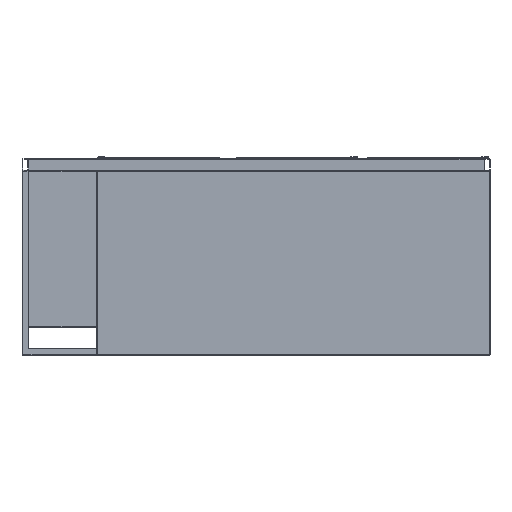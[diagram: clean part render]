
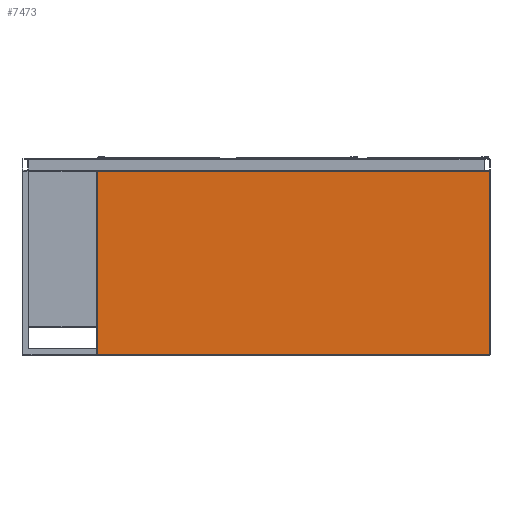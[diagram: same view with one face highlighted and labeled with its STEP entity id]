
A CAD part, front view. The second image highlights one B-rep face of the part: STEP entity #7473.
In plain terms, the highlighted planar face has unit normal (0, -1, 0).
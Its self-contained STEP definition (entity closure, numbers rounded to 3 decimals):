
#2795 = VECTOR ( 'NONE', #18006, 1000. ) ;
#2819 = VECTOR ( 'NONE', #33291, 1000. ) ;
#3335 = EDGE_CURVE ( 'NONE', #7476, #35044, #6607, .T. ) ;
#3878 = EDGE_LOOP ( 'NONE', ( #23735, #20891, #15008, #18207 ) ) ;
#3901 = CARTESIAN_POINT ( 'NONE',  ( 658., -325., -658. ) ) ;
#5279 = LINE ( 'NONE', #21892, #2819 ) ;
#5813 = PLANE ( 'NONE',  #26384 ) ;
#5949 = CARTESIAN_POINT ( 'NONE',  ( -658., -325., -660. ) ) ;
#6607 = LINE ( 'NONE', #21359, #2795 ) ;
#7073 = CARTESIAN_POINT ( 'NONE',  ( 658., -325., -42. ) ) ;
#7473 = ADVANCED_FACE ( 'Fl�che8', ( #11601 ), #5813, .T. ) ;
#7476 = VERTEX_POINT ( 'NONE', #20185 ) ;
#7603 = DIRECTION ( 'NONE',  ( 0., 0., 1. ) ) ;
#11601 = FACE_OUTER_BOUND ( 'NONE', #3878, .T. ) ;
#13928 = EDGE_CURVE ( 'NONE', #35044, #25183, #36357, .T. ) ;
#15008 = ORIENTED_EDGE ( 'NONE', *, *, #3335, .T. ) ;
#15408 = EDGE_CURVE ( 'NONE', #24410, #7476, #17517, .T. ) ;
#17517 = LINE ( 'NONE', #5949, #18380 ) ;
#18006 = DIRECTION ( 'NONE',  ( 1., 0., 0. ) ) ;
#18207 = ORIENTED_EDGE ( 'NONE', *, *, #13928, .T. ) ;
#18380 = VECTOR ( 'NONE', #27159, 1000. ) ;
#20185 = CARTESIAN_POINT ( 'NONE',  ( -658., -325., -658. ) ) ;
#20536 = DIRECTION ( 'NONE',  ( 0., -1., 0. ) ) ;
#20891 = ORIENTED_EDGE ( 'NONE', *, *, #15408, .T. ) ;
#21359 = CARTESIAN_POINT ( 'NONE',  ( -660., -325., -658. ) ) ;
#21892 = CARTESIAN_POINT ( 'NONE',  ( -660., -325., -42. ) ) ;
#22979 = DIRECTION ( 'NONE',  ( 0., 0., -1. ) ) ;
#23010 = CARTESIAN_POINT ( 'NONE',  ( -658., -325., -42. ) ) ;
#23735 = ORIENTED_EDGE ( 'NONE', *, *, #32897, .T. ) ;
#24410 = VERTEX_POINT ( 'NONE', #23010 ) ;
#25183 = VERTEX_POINT ( 'NONE', #7073 ) ;
#26384 = AXIS2_PLACEMENT_3D ( 'NONE', #34013, #20536, #22979 ) ;
#27159 = DIRECTION ( 'NONE',  ( 0., 0., -1. ) ) ;
#30946 = CARTESIAN_POINT ( 'NONE',  ( 658., -325., -660. ) ) ;
#32897 = EDGE_CURVE ( 'NONE', #25183, #24410, #5279, .T. ) ;
#33291 = DIRECTION ( 'NONE',  ( -1., 0., 0. ) ) ;
#34013 = CARTESIAN_POINT ( 'NONE',  ( -660., -325., -660. ) ) ;
#35044 = VERTEX_POINT ( 'NONE', #3901 ) ;
#36357 = LINE ( 'NONE', #30946, #36899 ) ;
#36899 = VECTOR ( 'NONE', #7603, 1000. ) ;
